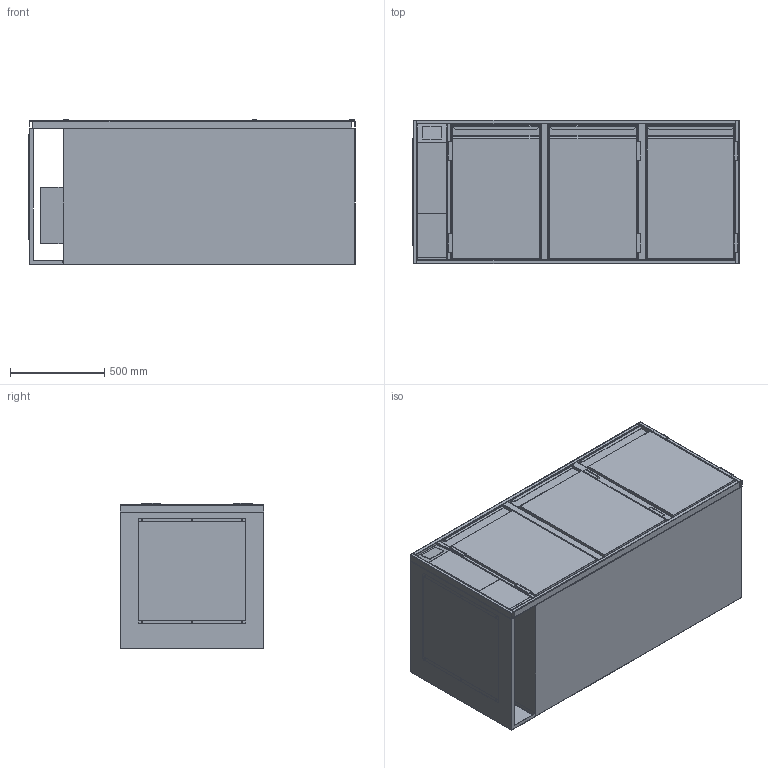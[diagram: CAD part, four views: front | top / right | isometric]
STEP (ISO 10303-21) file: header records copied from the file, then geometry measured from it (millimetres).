
FILE_DESCRIPTION (( 'STEP AP203' ), '1' );
FILE_NAME ('G-BKZ-3-76-L-3T.step', '2024-02-26T13:33:03', ( '' ), ( '' ), 'SwSTEP 2.0', 'SolidWorks 2023', '' );
FILE_SCHEMA (( 'CONFIG_CONTROL_DESIGN' ));
Length unit declared in the file: millimetre
Products named in the file (10): G-BKZ-3-76-L-3T; 24-02-55011_G-KT-Fach-Z-L-180-760-760; 21-01-47565_G-KT-FRR-760-1725--1545B-180; 18-06-35404_TUER-460-705-R; 18-06-35404_TUER-460-705-L; 20-03-43318_G-KT-Rahmen-Tür-475-760; 20-03-43319_G-BK-Einbauelement-Tür-475-760-760-L; 20-03-43319_G-BK-Einbauelement-Tür-475-760-760-R; 20-03-43331_G-KT-Auflage-475-760-ohne-Rost; 24-02-55012_G-KT-Korpus-1545-760-760-L
Assembly tree (22 placements, depth 3):
  G-BKZ-3-76-L-3T
    24-02-55012_G-KT-Korpus-1545-760-760-L
    21-01-47565_G-KT-FRR-760-1725--1545B-180
    24-02-55011_G-KT-Fach-Z-L-180-760-760
    20-03-43319_G-BK-Einbauelement-Tür-475-760-760-L
      20-03-43318_G-KT-Rahmen-Tür-475-760
      18-06-35404_TUER-460-705-L
      20-03-43331_G-KT-Auflage-475-760-ohne-Rost  x6
    20-03-43319_G-BK-Einbauelement-Tür-475-760-760-R  x2
      20-03-43318_G-KT-Rahmen-Tür-475-760
      18-06-35404_TUER-460-705-R
      20-03-43331_G-KT-Auflage-475-760-ohne-Rost
Bounding box: 1726 x 760 x 767.5 mm (x, y, z)
Volume: 41692519.4 mm3; surface area: 20334125.8 mm2
Topology: 41 solids, 48 shells, 1332 faces, 3117 edges, 1854 vertices
Faces by surface type: plane 828, cylinder 389, torus 48, sphere 46, bspline 21
Entity records: 19762 total; most frequent: CARTESIAN_POINT 3660, DIRECTION 3148, ORIENTED_EDGE 2988, EDGE_CURVE 1496, AXIS2_PLACEMENT_3D 1092, VECTOR 964, LINE 964, VERTEX_POINT 920
